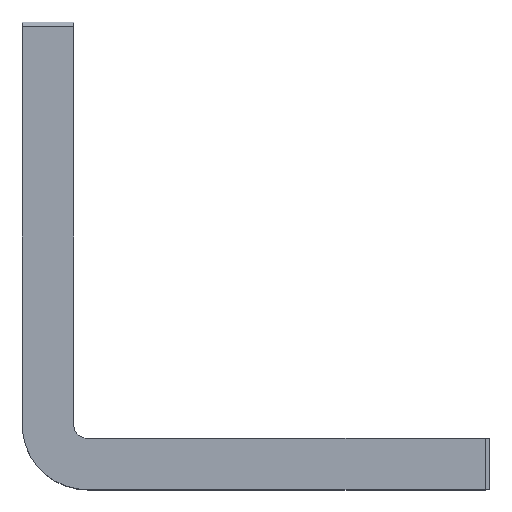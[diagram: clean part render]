
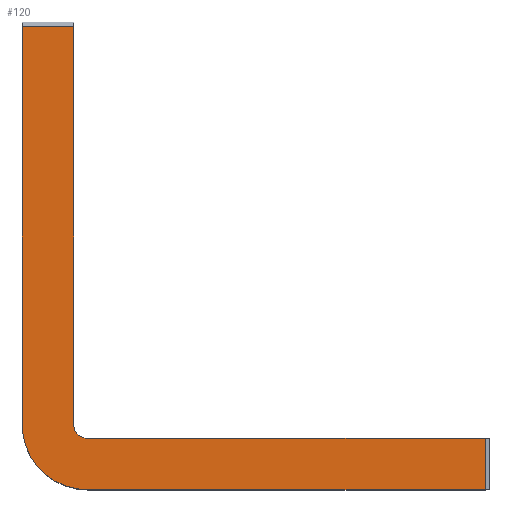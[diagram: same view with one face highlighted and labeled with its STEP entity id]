
A CAD part, top view. The second image highlights one B-rep face of the part: STEP entity #120.
In plain terms, the highlighted planar face has unit normal (0, 0, 1).
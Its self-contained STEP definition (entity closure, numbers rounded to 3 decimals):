
#35 = CARTESIAN_POINT ( 'NONE',  ( 49.5, 5.5, 6.5 ) ) ;
#81 = VECTOR ( 'NONE', #871, 1000. ) ;
#90 = CIRCLE ( 'NONE', #730, 1.5 ) ;
#110 = EDGE_CURVE ( 'NONE', #374, #242, #610, .T. ) ;
#120 = ADVANCED_FACE ( 'NONE', ( #976 ), #215, .T. ) ;
#124 = LINE ( 'NONE', #768, #451 ) ;
#129 = CARTESIAN_POINT ( 'NONE',  ( 0., 49.5, 6.5 ) ) ;
#154 = EDGE_CURVE ( 'NONE', #295, #830, #124, .T. ) ;
#157 = CARTESIAN_POINT ( 'NONE',  ( 5.5, 49.5, 6.5 ) ) ;
#162 = VECTOR ( 'NONE', #407, 1000. ) ;
#175 = EDGE_CURVE ( 'NONE', #830, #288, #403, .T. ) ;
#181 = ORIENTED_EDGE ( 'NONE', *, *, #868, .T. ) ;
#194 = DIRECTION ( 'NONE',  ( 0., 0., -1. ) ) ;
#199 = VECTOR ( 'NONE', #919, 1000. ) ;
#215 = PLANE ( 'NONE',  #750 ) ;
#242 = VERTEX_POINT ( 'NONE', #642 ) ;
#256 = VERTEX_POINT ( 'NONE', #626 ) ;
#268 = CARTESIAN_POINT ( 'NONE',  ( 5.5, 7., 6.5 ) ) ;
#276 = EDGE_CURVE ( 'NONE', #288, #555, #545, .T. ) ;
#288 = VERTEX_POINT ( 'NONE', #903 ) ;
#295 = VERTEX_POINT ( 'NONE', #268 ) ;
#340 = DIRECTION ( 'NONE',  ( -1., 0., 0. ) ) ;
#361 = CARTESIAN_POINT ( 'NONE',  ( 7., 5.5, 6.5 ) ) ;
#372 = CARTESIAN_POINT ( 'NONE',  ( 7., 7., 6.5 ) ) ;
#374 = VERTEX_POINT ( 'NONE', #1083 ) ;
#378 = DIRECTION ( 'NONE',  ( -1., 0., 0. ) ) ;
#380 = ORIENTED_EDGE ( 'NONE', *, *, #457, .T. ) ;
#388 = ORIENTED_EDGE ( 'NONE', *, *, #175, .T. ) ;
#403 = LINE ( 'NONE', #129, #1047 ) ;
#407 = DIRECTION ( 'NONE',  ( 0., 1., 0. ) ) ;
#450 = DIRECTION ( 'NONE',  ( 0., -1., 0. ) ) ;
#451 = VECTOR ( 'NONE', #683, 1000. ) ;
#457 = EDGE_CURVE ( 'NONE', #972, #295, #90, .T. ) ;
#498 = CIRCLE ( 'NONE', #783, 7. ) ;
#523 = DIRECTION ( 'NONE',  ( 1., 0., 0. ) ) ;
#528 = CARTESIAN_POINT ( 'NONE',  ( 0., 50., 6.5 ) ) ;
#545 = LINE ( 'NONE', #528, #1010 ) ;
#555 = VERTEX_POINT ( 'NONE', #574 ) ;
#565 = EDGE_CURVE ( 'NONE', #555, #374, #498, .T. ) ;
#574 = CARTESIAN_POINT ( 'NONE',  ( 0., 7., 6.5 ) ) ;
#587 = DIRECTION ( 'NONE',  ( 0., 0., 1. ) ) ;
#610 = LINE ( 'NONE', #863, #81 ) ;
#626 = CARTESIAN_POINT ( 'NONE',  ( 49.5, 5.5, 6.5 ) ) ;
#629 = ORIENTED_EDGE ( 'NONE', *, *, #154, .T. ) ;
#642 = CARTESIAN_POINT ( 'NONE',  ( 49.5, 0., 6.5 ) ) ;
#672 = ORIENTED_EDGE ( 'NONE', *, *, #565, .T. ) ;
#683 = DIRECTION ( 'NONE',  ( 0., 1., 0. ) ) ;
#686 = ORIENTED_EDGE ( 'NONE', *, *, #1120, .T. ) ;
#702 = DIRECTION ( 'NONE',  ( 1., 0., 0. ) ) ;
#730 = AXIS2_PLACEMENT_3D ( 'NONE', #372, #194, #378 ) ;
#737 = ORIENTED_EDGE ( 'NONE', *, *, #110, .T. ) ;
#750 = AXIS2_PLACEMENT_3D ( 'NONE', #878, #587, #523 ) ;
#765 = ORIENTED_EDGE ( 'NONE', *, *, #276, .T. ) ;
#768 = CARTESIAN_POINT ( 'NONE',  ( 5.5, 7., 6.5 ) ) ;
#783 = AXIS2_PLACEMENT_3D ( 'NONE', #1134, #981, #702 ) ;
#830 = VERTEX_POINT ( 'NONE', #157 ) ;
#843 = LINE ( 'NONE', #1093, #199 ) ;
#852 = EDGE_LOOP ( 'NONE', ( #737, #686, #181, #380, #629, #388, #765, #672 ) ) ;
#863 = CARTESIAN_POINT ( 'NONE',  ( 7., 0., 6.5 ) ) ;
#865 = LINE ( 'NONE', #35, #162 ) ;
#868 = EDGE_CURVE ( 'NONE', #256, #972, #843, .T. ) ;
#871 = DIRECTION ( 'NONE',  ( 1., 0., 0. ) ) ;
#878 = CARTESIAN_POINT ( 'NONE',  ( 7., 7., 6.5 ) ) ;
#903 = CARTESIAN_POINT ( 'NONE',  ( 0., 49.5, 6.5 ) ) ;
#919 = DIRECTION ( 'NONE',  ( -1., 0., 0. ) ) ;
#972 = VERTEX_POINT ( 'NONE', #361 ) ;
#976 = FACE_OUTER_BOUND ( 'NONE', #852, .T. ) ;
#981 = DIRECTION ( 'NONE',  ( 0., 0., 1. ) ) ;
#1010 = VECTOR ( 'NONE', #450, 1000. ) ;
#1047 = VECTOR ( 'NONE', #340, 1000. ) ;
#1083 = CARTESIAN_POINT ( 'NONE',  ( 7., 0., 6.5 ) ) ;
#1093 = CARTESIAN_POINT ( 'NONE',  ( 50., 5.5, 6.5 ) ) ;
#1120 = EDGE_CURVE ( 'NONE', #242, #256, #865, .T. ) ;
#1134 = CARTESIAN_POINT ( 'NONE',  ( 7., 7., 6.5 ) ) ;
